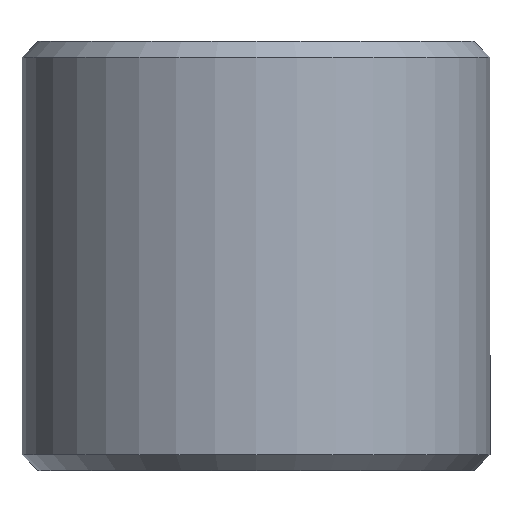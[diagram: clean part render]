
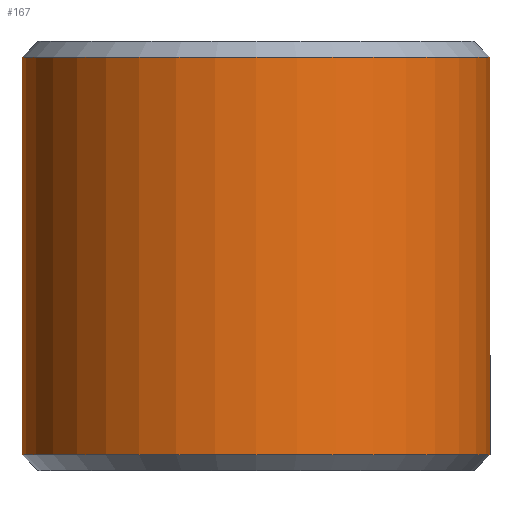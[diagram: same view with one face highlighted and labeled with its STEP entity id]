
A CAD part, front view. The second image highlights one B-rep face of the part: STEP entity #167.
In plain terms, the highlighted cylindrical face has radius 6 mm (diameter 12 mm), a partial arc.
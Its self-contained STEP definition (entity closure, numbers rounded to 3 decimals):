
#6 = CYLINDRICAL_SURFACE ( 'NONE', #76, 6. ) ;
#10 = CARTESIAN_POINT ( 'NONE',  ( 6., 0.111, 0.407 ) ) ;
#19 = EDGE_CURVE ( 'NONE', #286, #39, #337, .T. ) ;
#33 = CARTESIAN_POINT ( 'NONE',  ( -6., 0.111, 10.593 ) ) ;
#39 = VERTEX_POINT ( 'NONE', #10 ) ;
#42 = DIRECTION ( 'NONE',  ( 0., 0., 1. ) ) ;
#47 = CARTESIAN_POINT ( 'NONE',  ( 0., 0.111, 10.593 ) ) ;
#68 = EDGE_CURVE ( 'NONE', #263, #288, #324, .T. ) ;
#71 = DIRECTION ( 'NONE',  ( 0., 0., 1. ) ) ;
#76 = AXIS2_PLACEMENT_3D ( 'NONE', #181, #214, #237 ) ;
#80 = CARTESIAN_POINT ( 'NONE',  ( 6., 0.111, 10.593 ) ) ;
#102 = DIRECTION ( 'NONE',  ( 1., 0., 0. ) ) ;
#108 = CARTESIAN_POINT ( 'NONE',  ( -6., 0.111, 17.601 ) ) ;
#110 = VECTOR ( 'NONE', #266, 1000. ) ;
#115 = AXIS2_PLACEMENT_3D ( 'NONE', #312, #71, #177 ) ;
#137 = ORIENTED_EDGE ( 'NONE', *, *, #300, .T. ) ;
#167 = ADVANCED_FACE ( 'NONE', ( #307 ), #6, .T. ) ;
#177 = DIRECTION ( 'NONE',  ( 1., 0., 0. ) ) ;
#181 = CARTESIAN_POINT ( 'NONE',  ( 0., 0.111, 17.601 ) ) ;
#184 = LINE ( 'NONE', #108, #246 ) ;
#190 = LINE ( 'NONE', #318, #110 ) ;
#191 = EDGE_LOOP ( 'NONE', ( #311, #347, #137, #348 ) ) ;
#214 = DIRECTION ( 'NONE',  ( 0., 0., 1. ) ) ;
#222 = DIRECTION ( 'NONE',  ( 0., 0., 1. ) ) ;
#228 = AXIS2_PLACEMENT_3D ( 'NONE', #47, #42, #102 ) ;
#237 = DIRECTION ( 'NONE',  ( 1., 0., 0. ) ) ;
#246 = VECTOR ( 'NONE', #222, 1000. ) ;
#263 = VERTEX_POINT ( 'NONE', #33 ) ;
#264 = CARTESIAN_POINT ( 'NONE',  ( -6., 0.111, 0.407 ) ) ;
#266 = DIRECTION ( 'NONE',  ( 0., 0., 1. ) ) ;
#286 = VERTEX_POINT ( 'NONE', #264 ) ;
#288 = VERTEX_POINT ( 'NONE', #80 ) ;
#300 = EDGE_CURVE ( 'NONE', #39, #288, #190, .T. ) ;
#307 = FACE_OUTER_BOUND ( 'NONE', #191, .T. ) ;
#311 = ORIENTED_EDGE ( 'NONE', *, *, #319, .F. ) ;
#312 = CARTESIAN_POINT ( 'NONE',  ( 0., 0.111, 0.407 ) ) ;
#318 = CARTESIAN_POINT ( 'NONE',  ( 6., 0.111, 17.601 ) ) ;
#319 = EDGE_CURVE ( 'NONE', #286, #263, #184, .T. ) ;
#324 = CIRCLE ( 'NONE', #228, 6. ) ;
#337 = CIRCLE ( 'NONE', #115, 6. ) ;
#347 = ORIENTED_EDGE ( 'NONE', *, *, #19, .T. ) ;
#348 = ORIENTED_EDGE ( 'NONE', *, *, #68, .F. ) ;
